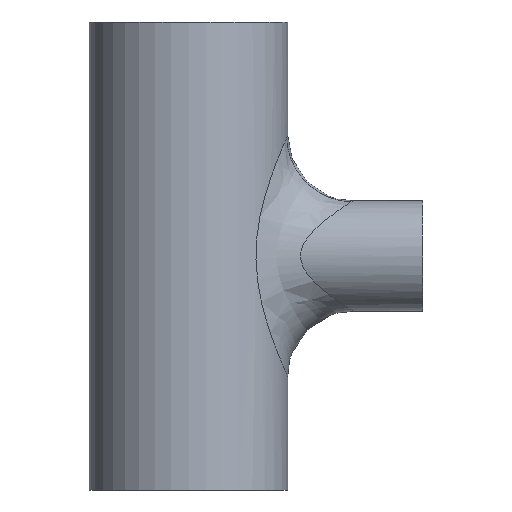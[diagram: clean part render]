
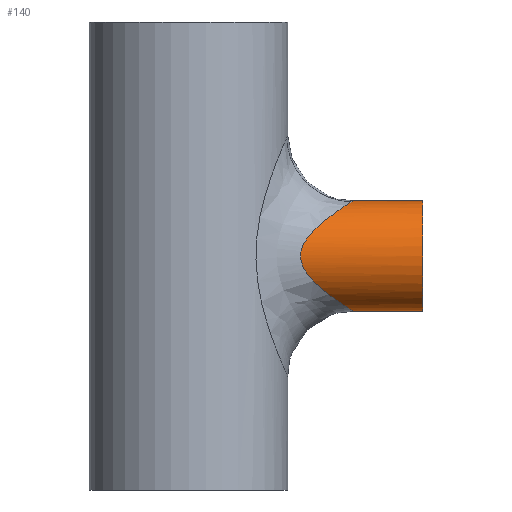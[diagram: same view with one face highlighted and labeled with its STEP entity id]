
A CAD part, front view. The second image highlights one B-rep face of the part: STEP entity #140.
In plain terms, the highlighted cylindrical face has radius 13.45 mm (diameter 26.9 mm), a partial arc.
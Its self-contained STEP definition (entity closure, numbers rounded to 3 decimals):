
#52 = CARTESIAN_POINT ( 'NONE',  ( 27.56, -13.334, 1.776 ) ) ;
#60 = DIRECTION ( 'NONE',  ( -1., 0., 0. ) ) ;
#71 = CARTESIAN_POINT ( 'NONE',  ( 40.15, -0.252, -13.45 ) ) ;
#131 = ORIENTED_EDGE ( 'NONE', *, *, #702, .T. ) ;
#140 = ADVANCED_FACE ( 'NONE', ( #1511 ), #974, .T. ) ;
#160 = CARTESIAN_POINT ( 'NONE',  ( 39.93, -1.979, 13.313 ) ) ;
#177 = CARTESIAN_POINT ( 'NONE',  ( 27.368, -13.417, 1.058 ) ) ;
#196 = CIRCLE ( 'NONE', #525, 13.45 ) ;
#198 = CARTESIAN_POINT ( 'NONE',  ( 27.917, -13.179, 2.696 ) ) ;
#206 = CARTESIAN_POINT ( 'NONE',  ( 38.589, -5.079, -12.461 ) ) ;
#212 = CARTESIAN_POINT ( 'NONE',  ( 57., 0., 0. ) ) ;
#263 = CARTESIAN_POINT ( 'NONE',  ( 38.076, -5.831, 12.128 ) ) ;
#288 = CARTESIAN_POINT ( 'NONE',  ( 32.931, -10.494, 8.421 ) ) ;
#290 = CARTESIAN_POINT ( 'NONE',  ( 40.15, -0.508, 13.45 ) ) ;
#299 = CARTESIAN_POINT ( 'NONE',  ( 30.26, -12.054, 5.978 ) ) ;
#322 = CARTESIAN_POINT ( 'NONE',  ( 31.232, -11.532, 6.962 ) ) ;
#339 = CARTESIAN_POINT ( 'NONE',  ( 38.833, -4.678, -12.618 ) ) ;
#356 = CARTESIAN_POINT ( 'NONE',  ( 40.139, -0.502, -13.443 ) ) ;
#364 = CARTESIAN_POINT ( 'NONE',  ( 30.208, -12.081, -5.923 ) ) ;
#404 = CARTESIAN_POINT ( 'NONE',  ( 39.636, -2.924, 13.128 ) ) ;
#428 = DIRECTION ( 'NONE',  ( 1., 0., 0. ) ) ;
#454 = CARTESIAN_POINT ( 'NONE',  ( 29.942, -12.218, 5.637 ) ) ;
#458 = CARTESIAN_POINT ( 'NONE',  ( 39.636, -2.924, 13.128 ) ) ;
#463 = CARTESIAN_POINT ( 'NONE',  ( 37.794, -6.2, 11.942 ) ) ;
#473 = CARTESIAN_POINT ( 'NONE',  ( 39.474, -3.383, -13.026 ) ) ;
#483 = CARTESIAN_POINT ( 'NONE',  ( 27.296, -13.447, 0.568 ) ) ;
#501 = CARTESIAN_POINT ( 'NONE',  ( 31.861, -11.171, -7.525 ) ) ;
#509 = CARTESIAN_POINT ( 'NONE',  ( 27.639, -13.3, 2.014 ) ) ;
#519 = ORIENTED_EDGE ( 'NONE', *, *, #1215, .F. ) ;
#525 = AXIS2_PLACEMENT_3D ( 'NONE', #1329, #428, #1007 ) ;
#577 = CARTESIAN_POINT ( 'NONE',  ( 35.962, -8.184, 10.701 ) ) ;
#602 = CARTESIAN_POINT ( 'NONE',  ( 40.15, 0., 13.45 ) ) ;
#617 = CARTESIAN_POINT ( 'NONE',  ( 27.287, -13.451, -0.184 ) ) ;
#628 = CARTESIAN_POINT ( 'NONE',  ( 37.786, -6.21, -11.937 ) ) ;
#637 = CARTESIAN_POINT ( 'NONE',  ( 35.28, -8.775, -10.219 ) ) ;
#644 = CARTESIAN_POINT ( 'NONE',  ( 27.526, -13.349, -1.663 ) ) ;
#654 = CARTESIAN_POINT ( 'NONE',  ( 29.889, -12.245, -5.578 ) ) ;
#702 = EDGE_CURVE ( 'NONE', #1540, #1699, #1639, .T. ) ;
#718 = CARTESIAN_POINT ( 'NONE',  ( 39.802, -2.456, 13.233 ) ) ;
#745 = CARTESIAN_POINT ( 'NONE',  ( 36.9, -7.235, 11.344 ) ) ;
#755 = CARTESIAN_POINT ( 'NONE',  ( 31.183, -11.56, -6.916 ) ) ;
#764 = CARTESIAN_POINT ( 'NONE',  ( 29.033, -12.667, 4.541 ) ) ;
#772 = VECTOR ( 'NONE', #1541, 1000. ) ;
#776 = CARTESIAN_POINT ( 'NONE',  ( 28.98, -12.692, -4.47 ) ) ;
#785 = CARTESIAN_POINT ( 'NONE',  ( 40.06, -1.252, -13.394 ) ) ;
#853 = CARTESIAN_POINT ( 'NONE',  ( 57., 0., 13.45 ) ) ;
#915 = CARTESIAN_POINT ( 'NONE',  ( 39.928, -1.988, -13.311 ) ) ;
#925 = CARTESIAN_POINT ( 'NONE',  ( 28.241, -13.035, 3.346 ) ) ;
#974 = CYLINDRICAL_SURFACE ( 'NONE', #1553, 13.45 ) ;
#986 = CARTESIAN_POINT ( 'NONE',  ( 39.309, -3.848, 12.923 ) ) ;
#1007 = DIRECTION ( 'NONE',  ( 0., 0., -1. ) ) ;
#1012 = CARTESIAN_POINT ( 'NONE',  ( 37.205, -6.903, 11.55 ) ) ;
#1025 = CARTESIAN_POINT ( 'NONE',  ( 34.298, -9.537, 9.491 ) ) ;
#1028 = VERTEX_POINT ( 'NONE', #1628 ) ;
#1039 = CARTESIAN_POINT ( 'NONE',  ( 57., 0., -13.45 ) ) ;
#1065 = CARTESIAN_POINT ( 'NONE',  ( 28.435, -12.947, -3.668 ) ) ;
#1072 = CARTESIAN_POINT ( 'NONE',  ( 37.199, -6.911, -11.546 ) ) ;
#1080 = CARTESIAN_POINT ( 'NONE',  ( 27.817, -13.223, 2.474 ) ) ;
#1087 = CARTESIAN_POINT ( 'NONE',  ( 27.772, -13.243, -2.364 ) ) ;
#1090 = EDGE_CURVE ( 'NONE', #1508, #1181, #196, .T. ) ;
#1122 = EDGE_CURVE ( 'NONE', #1508, #1028, #1165, .T. ) ;
#1165 = LINE ( 'NONE', #1748, #772 ) ;
#1180 = CARTESIAN_POINT ( 'NONE',  ( 39.636, -2.924, 13.128 ) ) ;
#1181 = VERTEX_POINT ( 'NONE', #1039 ) ;
#1197 = CARTESIAN_POINT ( 'NONE',  ( 28.186, -13.06, -3.248 ) ) ;
#1208 = CARTESIAN_POINT ( 'NONE',  ( 27.406, -13.401, -1.178 ) ) ;
#1215 = EDGE_CURVE ( 'NONE', #1181, #1699, #1754, .T. ) ;
#1225 = CARTESIAN_POINT ( 'NONE',  ( 40.15, 0., -13.45 ) ) ;
#1234 = CARTESIAN_POINT ( 'NONE',  ( 29.275, -12.551, -4.852 ) ) ;
#1259 = B_SPLINE_CURVE_WITH_KNOTS ( 'NONE', 3,
 ( #602, #290, #1580, #160, #718, #1180 ),
 .UNSPECIFIED., .F., .F.,
 ( 4, 2, 4 ),
 ( 0., 0.001, 0.003 ),
 .UNSPECIFIED. ) ;
#1282 = ORIENTED_EDGE ( 'NONE', *, *, #1122, .T. ) ;
#1329 = CARTESIAN_POINT ( 'NONE',  ( 57., 0., 0. ) ) ;
#1349 = CARTESIAN_POINT ( 'NONE',  ( 33.926, -9.826, -9.214 ) ) ;
#1362 = CARTESIAN_POINT ( 'NONE',  ( 35.942, -8.202, -10.687 ) ) ;
#1368 = CARTESIAN_POINT ( 'NONE',  ( 40.094, -1.002, -13.415 ) ) ;
#1421 = ORIENTED_EDGE ( 'NONE', *, *, #1090, .F. ) ;
#1504 = CARTESIAN_POINT ( 'NONE',  ( 33.231, -10.305, -8.673 ) ) ;
#1508 = VERTEX_POINT ( 'NONE', #853 ) ;
#1511 = FACE_OUTER_BOUND ( 'NONE', #1657, .T. ) ;
#1512 = CARTESIAN_POINT ( 'NONE',  ( 27.301, -13.445, -0.437 ) ) ;
#1540 = VERTEX_POINT ( 'NONE', #458 ) ;
#1541 = DIRECTION ( 'NONE',  ( -1., 0., 0. ) ) ;
#1553 = AXIS2_PLACEMENT_3D ( 'NONE', #212, #60, #1554 ) ;
#1554 = DIRECTION ( 'NONE',  ( 0., 0., 1. ) ) ;
#1565 = CARTESIAN_POINT ( 'NONE',  ( 38.861, -4.678, 12.638 ) ) ;
#1570 = CARTESIAN_POINT ( 'NONE',  ( 40.15, 0., -13.45 ) ) ;
#1572 = ORIENTED_EDGE ( 'NONE', *, *, #1773, .T. ) ;
#1580 = CARTESIAN_POINT ( 'NONE',  ( 40.104, -1.005, 13.421 ) ) ;
#1590 = CARTESIAN_POINT ( 'NONE',  ( 33.275, -10.265, 8.698 ) ) ;
#1602 = CARTESIAN_POINT ( 'NONE',  ( 31.907, -11.143, 7.566 ) ) ;
#1628 = CARTESIAN_POINT ( 'NONE',  ( 40.15, 0., 13.45 ) ) ;
#1639 = B_SPLINE_CURVE_WITH_KNOTS ( 'NONE', 3,
 ( #404, #986, #1565, #263, #463, #1012, #745, #577, #1728, #1025, #1760, #1590, #288, #1602, #322, #299, #454, #1780, #764, #1788, #925, #198, #1080, #509, #52, #177, #483, #617, #1512, #1802, #1208, #644, #1810, #1087, #1668, #1197, #1065, #776, #1234, #654, #364, #755, #501, #1504, #1349, #637, #1362, #1795, #1072, #628, #1643, #206, #339, #1651, #473, #1661, #915, #785, #1368, #356, #71, #1225 ),
 .UNSPECIFIED., .F., .F.,
 ( 4, 2, 2, 2, 2, 2, 2, 2, 2, 2, 2, 2, 2, 2, 2, 2, 2, 2, 2, 2, 2, 2, 2, 2, 2, 2, 2, 2, 2, 2, 4 ),
 ( 0.003, 0.006, 0.007, 0.009, 0.012, 0.013, 0.015, 0.018, 0.019, 0.021, 0.022, 0.023, 0.024, 0.025, 0.026, 0.027, 0.027, 0.028, 0.03, 0.031, 0.032, 0.035, 0.038, 0.041, 0.043, 0.044, 0.046, 0.047, 0.049, 0.049, 0.05 ),
 .UNSPECIFIED. ) ;
#1643 = CARTESIAN_POINT ( 'NONE',  ( 38.066, -5.845, -12.121 ) ) ;
#1651 = CARTESIAN_POINT ( 'NONE',  ( 39.275, -3.832, -12.9 ) ) ;
#1657 = EDGE_LOOP ( 'NONE', ( #519, #1421, #1282, #1572, #131 ) ) ;
#1661 = CARTESIAN_POINT ( 'NONE',  ( 39.799, -2.463, -13.231 ) ) ;
#1668 = CARTESIAN_POINT ( 'NONE',  ( 27.868, -13.2, -2.589 ) ) ;
#1699 = VERTEX_POINT ( 'NONE', #1570 ) ;
#1728 = CARTESIAN_POINT ( 'NONE',  ( 35.306, -8.753, 10.238 ) ) ;
#1743 = DIRECTION ( 'NONE',  ( -1., 0., 0. ) ) ;
#1748 = CARTESIAN_POINT ( 'NONE',  ( 57., 0., 13.45 ) ) ;
#1749 = VECTOR ( 'NONE', #1743, 1000. ) ;
#1754 = LINE ( 'NONE', #1772, #1749 ) ;
#1760 = CARTESIAN_POINT ( 'NONE',  ( 33.959, -9.787, 9.233 ) ) ;
#1772 = CARTESIAN_POINT ( 'NONE',  ( 57., 0., -13.45 ) ) ;
#1773 = EDGE_CURVE ( 'NONE', #1028, #1540, #1259, .T. ) ;
#1780 = CARTESIAN_POINT ( 'NONE',  ( 29.329, -12.524, 4.919 ) ) ;
#1788 = CARTESIAN_POINT ( 'NONE',  ( 28.49, -12.922, 3.755 ) ) ;
#1795 = CARTESIAN_POINT ( 'NONE',  ( 36.889, -7.247, -11.337 ) ) ;
#1802 = CARTESIAN_POINT ( 'NONE',  ( 27.361, -13.42, -0.933 ) ) ;
#1810 = CARTESIAN_POINT ( 'NONE',  ( 27.601, -13.317, -1.902 ) ) ;
